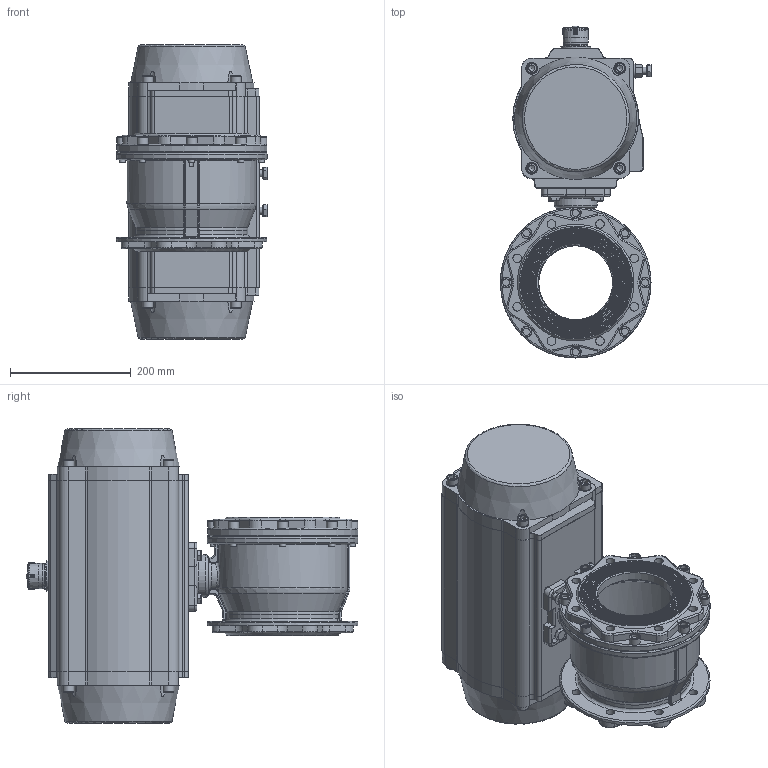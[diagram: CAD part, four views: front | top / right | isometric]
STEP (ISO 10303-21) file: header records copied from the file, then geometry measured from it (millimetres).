
FILE_DESCRIPTION(/* description */ ('Unknown'),/* implementation_level */ '2;1');
FILE_NAME(/* name */ 'PE10 0939-13',/* time_stamp */ '2025-03-20T09:47:24+01:00',/* author */ ('Unknown'),/* organization */ ('Unknown'),/* preprocessor_version */ 'ST-DEVELOPER v19.4',/* originating_system */ 'Solid Edge',/* authorisation */ 'Unknown');
FILE_SCHEMA (('AUTOMOTIVE_DESIGN {1 0 10303 214 3 1 1}'));
Length unit declared in the file: millimetre
Products named in the file (26): PE10 0939-13; 939-13_(8M.460.125); Body Gasket; Nut; Bolt; Body1; Nut Stopper; Stem; Cap; PD11_PE10; 190gangti; VT190-03 怀堤粣 3D; VT190-09 俋菜え; VT190-10 踢扽菜え; VT190-4 傷裔; 噩砃VT190-4 傷裔; circlips for shaft--type a large gb_GB_CONNECTING_PIECE_RING_RRA 36; socket head cap screw_din_DIN 912 M12 x 50 --- 50N; hex bolt gradec_din_ISO 4016 - M12 x 80 x 80-WN; hex nut gradec_din_Hexagon Nut ISO 4034 - M12 - N; plain washers-n series-grade a gb_GB_FASTENER_WASHER_PWNA 12; Optische Anzeige; ______; ________(___________; cup head nib bolts with large head gb_GB_FASTENER_BOLT_CHNBW M6X25-N; DIN 933 M10x25 A2-70 BLK_EDST
Assembly tree (48 placements, depth 4):
  PE10 0939-13
    939-13_(8M.460.125)
      Body Gasket
      Nut
      Bolt  x8
      Body1
      Nut Stopper
      Stem
      Cap
    PD11_PE10
      190gangti
      VT190-03 怀堤粣 3D
      VT190-09 俋菜え
      VT190-10 踢扽菜え
      VT190-4 傷裔
      噩砃VT190-4 傷裔
      circlips for shaft--type a large gb_GB_CONNECTING_PIECE_RING_RRA 36
      socket head cap screw_din_DIN 912 M12 x 50 --- 50N  x8
      hex bolt gradec_din_ISO 4016 - M12 x 80 x 80-WN  x2
      hex nut gradec_din_Hexagon Nut ISO 4034 - M12 - N  x2
      plain washers-n series-grade a gb_GB_FASTENER_WASHER_PWNA 12  x2
      Optische Anzeige
        ______
        ________(___________  x4
        cup head nib bolts with large head gb_GB_FASTENER_BOLT_CHNBW M6X25-N
    DIN 933 M10x25 A2-70 BLK_EDST  x4
Bounding box: 250.95 x 550.9 x 488 mm (x, y, z)
Volume: 10674842.3 mm3; surface area: 1551833 mm2
Topology: 45 solids, 45 shells, 1849 faces, 4301 edges, 2654 vertices
Faces by surface type: plane 760, cylinder 621, torus 178, bspline 142, cone 135, sphere 13
Full cylindrical faces by diameter (mm): 2.5 x2, 3 x16, 3.3 x8, 4.134 x8, 4.66 x1, 4.917 x1, 5.914 x1, 6 x4, 6.2 x1, 7 x1, 10 x12, 10.106 x8, 10.2 x2, 10.3 x8, 11.45 x2, 11.835 x2, 12 x20, 13 x10, 13.16 x2, 13.5 x8, 13.835 x4, 14.2 x16, 17 x4, 18 x18, 20 x10, 22.8 x1, 24 x2, 27 x4, 27.2 x1, 34 x1
Entity records: 69500 total; most frequent: CARTESIAN_POINT 39468, DIRECTION 6247, ORIENTED_EDGE 5576, EDGE_CURVE 2788, AXIS2_PLACEMENT_3D 2580, VERTEX_POINT 1898, FACE_BOUND 1816, EDGE_LOOP 1815
